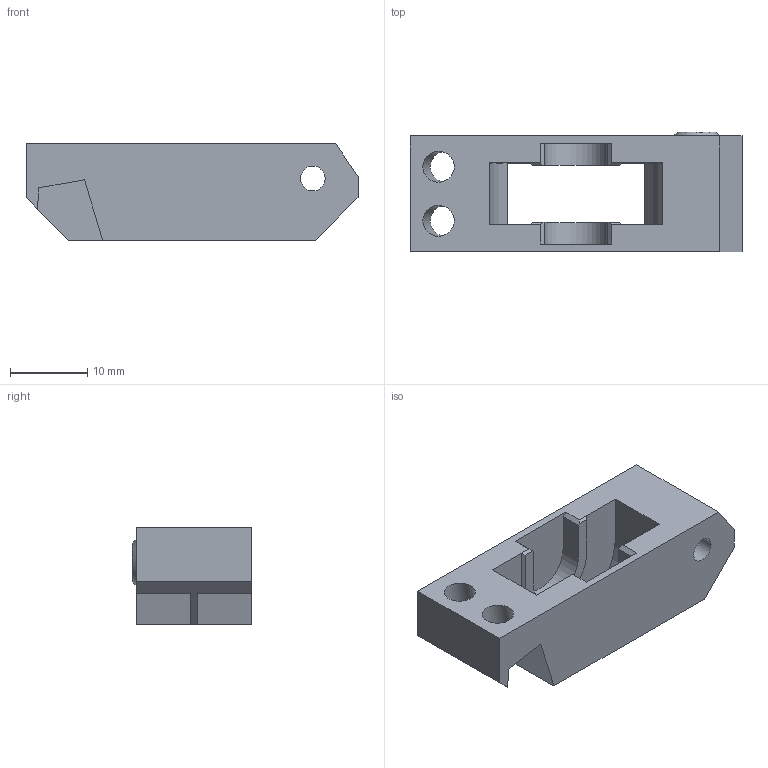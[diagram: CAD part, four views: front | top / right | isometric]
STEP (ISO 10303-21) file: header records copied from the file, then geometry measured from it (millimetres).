
FILE_DESCRIPTION(/* description */ (''),/* implementation_level */ '2;1');
FILE_NAME(/* name */ 'tightener.stp',/* time_stamp */ '2016-08-09T11:42:56+02:00',/* author */ (''),/* organization */ (''),/* preprocessor_version */ 'ST-DEVELOPER v16.5',/* originating_system */ 'Autodesk Translation Framework v5.1.0.2740',/* authorisation */ '');
FILE_SCHEMA (('AUTOMOTIVE_DESIGN { 1 0 10303 214 3 1 1 }'));
Length unit declared in the file: centimetre
Products named in the file (1): tightener v5(Spiegeln)
Bounding box: 43 x 15.5 x 12.5 mm (x, y, z)
Volume: 4126.4 mm3; surface area: 3388.2 mm2
Topology: 1 solids, 1 shells, 54 faces, 152 edges, 101 vertices
Faces by surface type: plane 44, cylinder 7, cone 3
Full cylindrical faces by diameter (mm): 3.2 x1, 4 x2
Entity records: 1728 total; most frequent: CARTESIAN_POINT 298, ORIENTED_EDGE 290, DIRECTION 275, EDGE_CURVE 145, LINE 125, VECTOR 125, VERTEX_POINT 98, AXIS2_PLACEMENT_3D 75
